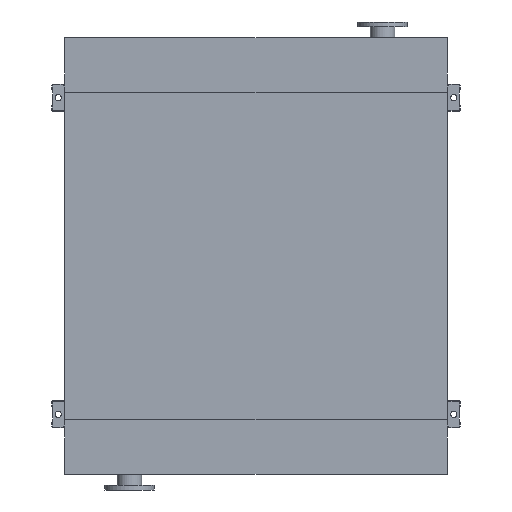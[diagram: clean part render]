
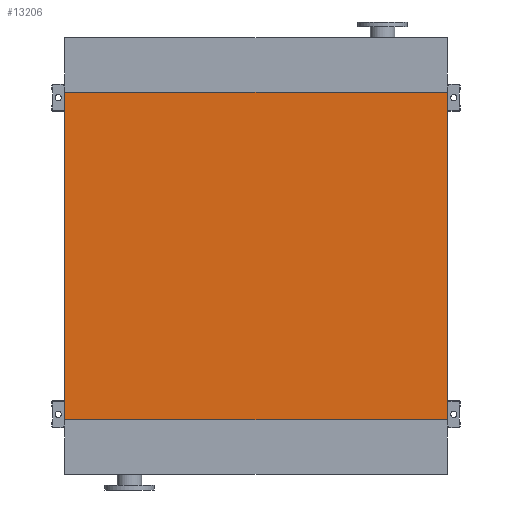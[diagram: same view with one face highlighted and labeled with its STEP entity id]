
A CAD part, front view. The second image highlights one B-rep face of the part: STEP entity #13206.
In plain terms, the highlighted planar face has unit normal (0, -1, 0).
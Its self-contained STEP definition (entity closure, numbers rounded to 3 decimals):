
#1887 = VERTEX_POINT ( 'NONE', #3098 ) ;
#2018 = VERTEX_POINT ( 'NONE', #11696 ) ;
#2106 = ORIENTED_EDGE ( 'NONE', *, *, #16049, .F. ) ;
#2470 = VECTOR ( 'NONE', #5349, 1000. ) ;
#2610 = ORIENTED_EDGE ( 'NONE', *, *, #9559, .T. ) ;
#3098 = CARTESIAN_POINT ( 'NONE',  ( 845., 0., -1450. ) ) ;
#3666 = AXIS2_PLACEMENT_3D ( 'NONE', #11176, #11128, #11123 ) ;
#4536 = EDGE_LOOP ( 'NONE', ( #16115, #2106, #13288, #2610 ) ) ;
#5349 = DIRECTION ( 'NONE',  ( 0., 0., 1. ) ) ;
#5450 = CARTESIAN_POINT ( 'NONE',  ( -845., 0., -1450. ) ) ;
#7290 = LINE ( 'NONE', #15641, #13793 ) ;
#8810 = CARTESIAN_POINT ( 'NONE',  ( -845., 0., 0. ) ) ;
#9559 = EDGE_CURVE ( 'NONE', #1887, #2018, #12848, .T. ) ;
#9661 = EDGE_CURVE ( 'NONE', #13345, #2018, #7290, .T. ) ;
#9714 = EDGE_CURVE ( 'NONE', #16863, #1887, #10172, .T. ) ;
#10172 = LINE ( 'NONE', #14737, #13028 ) ;
#10256 = CARTESIAN_POINT ( 'NONE',  ( -845., 0., -1450. ) ) ;
#10343 = LINE ( 'NONE', #5450, #2470 ) ;
#11123 = DIRECTION ( 'NONE',  ( 0., 0., -1. ) ) ;
#11128 = DIRECTION ( 'NONE',  ( 0., -1., 0. ) ) ;
#11165 = PLANE ( 'NONE',  #3666 ) ;
#11176 = CARTESIAN_POINT ( 'NONE',  ( -845., 0., -1450. ) ) ;
#11696 = CARTESIAN_POINT ( 'NONE',  ( 845., 0., 0. ) ) ;
#12474 = VECTOR ( 'NONE', #15907, 1000. ) ;
#12848 = LINE ( 'NONE', #15529, #12474 ) ;
#13028 = VECTOR ( 'NONE', #14951, 1000. ) ;
#13055 = FACE_OUTER_BOUND ( 'NONE', #4536, .T. ) ;
#13206 = ADVANCED_FACE ( 'NONE', ( #13055 ), #11165, .T. ) ;
#13288 = ORIENTED_EDGE ( 'NONE', *, *, #9714, .T. ) ;
#13345 = VERTEX_POINT ( 'NONE', #8810 ) ;
#13793 = VECTOR ( 'NONE', #15577, 1000. ) ;
#14737 = CARTESIAN_POINT ( 'NONE',  ( -845., 0., -1450. ) ) ;
#14951 = DIRECTION ( 'NONE',  ( 1., 0., 0. ) ) ;
#15529 = CARTESIAN_POINT ( 'NONE',  ( 845., 0., -1450. ) ) ;
#15577 = DIRECTION ( 'NONE',  ( 1., 0., 0. ) ) ;
#15641 = CARTESIAN_POINT ( 'NONE',  ( -845., 0., 0. ) ) ;
#15907 = DIRECTION ( 'NONE',  ( 0., 0., 1. ) ) ;
#16049 = EDGE_CURVE ( 'NONE', #16863, #13345, #10343, .T. ) ;
#16115 = ORIENTED_EDGE ( 'NONE', *, *, #9661, .F. ) ;
#16863 = VERTEX_POINT ( 'NONE', #10256 ) ;
